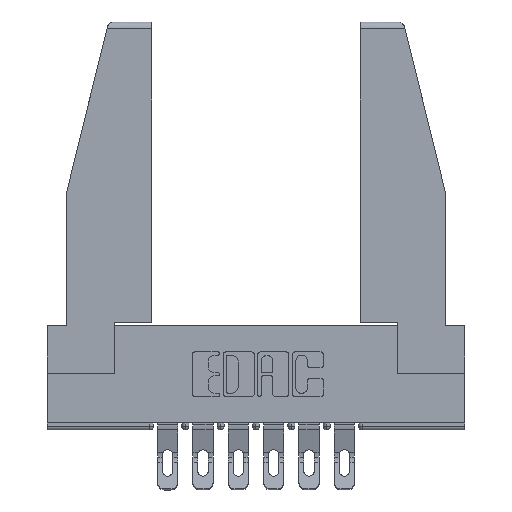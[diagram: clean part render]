
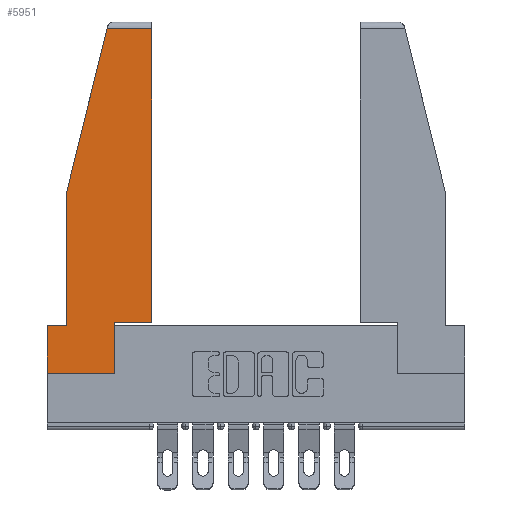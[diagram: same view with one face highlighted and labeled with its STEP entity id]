
A CAD part, top view. The second image highlights one B-rep face of the part: STEP entity #5951.
In plain terms, the highlighted planar face has unit normal (0, 0, 1).
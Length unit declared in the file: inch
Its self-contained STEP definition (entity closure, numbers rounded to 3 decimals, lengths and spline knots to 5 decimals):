
#73 = CARTESIAN_POINT ( 'NONE',  ( 0.297, 0.223, 0. ) ) ;
#133 = ORIENTED_EDGE ( 'NONE', *, *, #5435, .T. ) ;
#192 = CARTESIAN_POINT ( 'NONE',  ( 0.297, 0., 0. ) ) ;
#769 = CARTESIAN_POINT ( 'NONE',  ( 0.086, 0.8, 0. ) ) ;
#834 = CARTESIAN_POINT ( 'NONE',  ( 0.461, 0.223, 0. ) ) ;
#877 = LINE ( 'NONE', #4250, #12157 ) ;
#973 = DIRECTION ( 'NONE',  ( 0., -1., 0. ) ) ;
#1022 = VECTOR ( 'NONE', #4229, 39.37008 ) ;
#1034 = CARTESIAN_POINT ( 'NONE',  ( 0., 0., 0. ) ) ;
#1078 = EDGE_CURVE ( 'NONE', #11569, #8483, #8169, .T. ) ;
#1271 = CARTESIAN_POINT ( 'NONE',  ( 0.297, 0., 0. ) ) ;
#1597 = EDGE_LOOP ( 'NONE', ( #4999, #2801, #7194, #10517, #4134, #10587, #133, #3695, #3334 ) ) ;
#1600 = VERTEX_POINT ( 'NONE', #13142 ) ;
#1852 = CARTESIAN_POINT ( 'NONE',  ( 0., 0., 0. ) ) ;
#1893 = VECTOR ( 'NONE', #12953, 39.37008 ) ;
#1971 = CARTESIAN_POINT ( 'NONE',  ( 0., 0., 0. ) ) ;
#2384 = LINE ( 'NONE', #5446, #10673 ) ;
#2696 = EDGE_CURVE ( 'NONE', #6510, #11569, #2384, .T. ) ;
#2775 = DIRECTION ( 'NONE',  ( 0., -1., 0. ) ) ;
#2801 = ORIENTED_EDGE ( 'NONE', *, *, #6251, .T. ) ;
#3080 = CARTESIAN_POINT ( 'NONE',  ( 0.297, 0.223, 0. ) ) ;
#3087 = EDGE_CURVE ( 'NONE', #8483, #12721, #11484, .T. ) ;
#3203 = LINE ( 'NONE', #834, #8608 ) ;
#3334 = ORIENTED_EDGE ( 'NONE', *, *, #13285, .T. ) ;
#3657 = CARTESIAN_POINT ( 'NONE',  ( 0.461, 1.52, 0. ) ) ;
#3695 = ORIENTED_EDGE ( 'NONE', *, *, #12282, .T. ) ;
#3911 = LINE ( 'NONE', #1034, #1022 ) ;
#4134 = ORIENTED_EDGE ( 'NONE', *, *, #3087, .T. ) ;
#4162 = CARTESIAN_POINT ( 'NONE',  ( 0.2636, 1.52, 0. ) ) ;
#4219 = DIRECTION ( 'NONE',  ( 1., 0., 0. ) ) ;
#4229 = DIRECTION ( 'NONE',  ( 1., 0., 0. ) ) ;
#4250 = CARTESIAN_POINT ( 'NONE',  ( 0., 0.21, 0. ) ) ;
#4999 = ORIENTED_EDGE ( 'NONE', *, *, #12892, .T. ) ;
#5134 = CARTESIAN_POINT ( 'NONE',  ( 0.086, 0.21, 0. ) ) ;
#5435 = EDGE_CURVE ( 'NONE', #12427, #9968, #3911, .T. ) ;
#5446 = CARTESIAN_POINT ( 'NONE',  ( 0.271, 1.55, 0. ) ) ;
#5951 = ADVANCED_FACE ( 'NONE', ( #13404 ), #6248, .T. ) ;
#6246 = DIRECTION ( 'NONE',  ( 0., 1., 0. ) ) ;
#6248 = PLANE ( 'NONE',  #9045 ) ;
#6251 = EDGE_CURVE ( 'NONE', #9901, #6510, #9168, .T. ) ;
#6338 = DIRECTION ( 'NONE',  ( 0., 0., 1. ) ) ;
#6510 = VERTEX_POINT ( 'NONE', #4162 ) ;
#7085 = LINE ( 'NONE', #3080, #8909 ) ;
#7194 = ORIENTED_EDGE ( 'NONE', *, *, #2696, .T. ) ;
#8114 = LINE ( 'NONE', #1271, #1893 ) ;
#8164 = VECTOR ( 'NONE', #12075, 39.37008 ) ;
#8169 = LINE ( 'NONE', #769, #13765 ) ;
#8417 = DIRECTION ( 'NONE',  ( 1., 0., 0. ) ) ;
#8483 = VERTEX_POINT ( 'NONE', #5134 ) ;
#8608 = VECTOR ( 'NONE', #6246, 39.37008 ) ;
#8769 = EDGE_CURVE ( 'NONE', #12721, #12427, #877, .T. ) ;
#8909 = VECTOR ( 'NONE', #4219, 39.37008 ) ;
#9045 = AXIS2_PLACEMENT_3D ( 'NONE', #1971, #6338, #8417 ) ;
#9168 = LINE ( 'NONE', #12166, #8164 ) ;
#9677 = DIRECTION ( 'NONE',  ( -0.239, -0.971, 0. ) ) ;
#9698 = DIRECTION ( 'NONE',  ( -1., 0., 0. ) ) ;
#9901 = VERTEX_POINT ( 'NONE', #3657 ) ;
#9968 = VERTEX_POINT ( 'NONE', #192 ) ;
#10211 = CARTESIAN_POINT ( 'NONE',  ( 0., 0.21, 0. ) ) ;
#10517 = ORIENTED_EDGE ( 'NONE', *, *, #1078, .T. ) ;
#10587 = ORIENTED_EDGE ( 'NONE', *, *, #8769, .T. ) ;
#10673 = VECTOR ( 'NONE', #9677, 39.37008 ) ;
#10888 = CARTESIAN_POINT ( 'NONE',  ( 0., 0.21, 0. ) ) ;
#11484 = LINE ( 'NONE', #10888, #13871 ) ;
#11547 = VERTEX_POINT ( 'NONE', #73 ) ;
#11569 = VERTEX_POINT ( 'NONE', #13242 ) ;
#12075 = DIRECTION ( 'NONE',  ( -1., 0., 0. ) ) ;
#12157 = VECTOR ( 'NONE', #973, 39.37008 ) ;
#12166 = CARTESIAN_POINT ( 'NONE',  ( 0., 1.52, 0. ) ) ;
#12282 = EDGE_CURVE ( 'NONE', #9968, #11547, #8114, .T. ) ;
#12427 = VERTEX_POINT ( 'NONE', #1852 ) ;
#12721 = VERTEX_POINT ( 'NONE', #10211 ) ;
#12892 = EDGE_CURVE ( 'NONE', #1600, #9901, #3203, .T. ) ;
#12953 = DIRECTION ( 'NONE',  ( 0., 1., 0. ) ) ;
#13142 = CARTESIAN_POINT ( 'NONE',  ( 0.461, 0.223, 0. ) ) ;
#13242 = CARTESIAN_POINT ( 'NONE',  ( 0.086, 0.8, 0. ) ) ;
#13285 = EDGE_CURVE ( 'NONE', #11547, #1600, #7085, .T. ) ;
#13404 = FACE_OUTER_BOUND ( 'NONE', #1597, .T. ) ;
#13765 = VECTOR ( 'NONE', #2775, 39.37008 ) ;
#13871 = VECTOR ( 'NONE', #9698, 39.37008 ) ;
